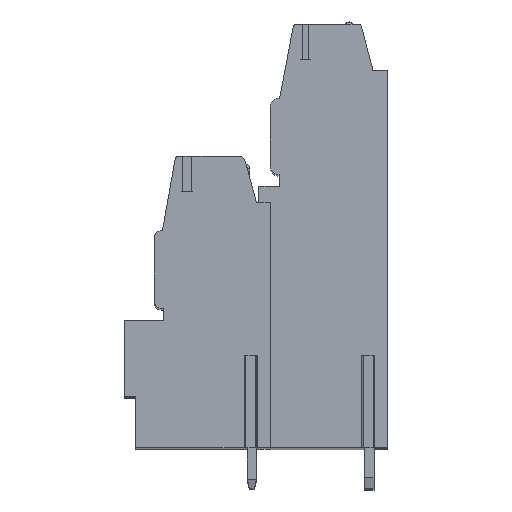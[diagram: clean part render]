
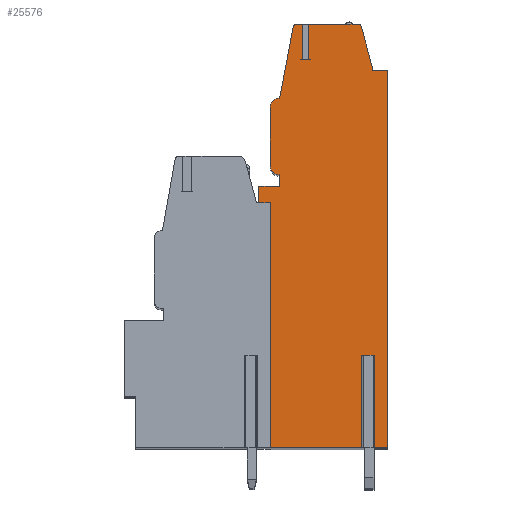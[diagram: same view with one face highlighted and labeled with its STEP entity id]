
A CAD part, top view. The second image highlights one B-rep face of the part: STEP entity #25576.
In plain terms, the highlighted planar face has unit normal (0, 0, 1).
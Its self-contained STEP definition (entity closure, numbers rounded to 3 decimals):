
#13=DIRECTION('',(0.,1.,0.));
#14=VECTOR('',#13,14.45);
#15=CARTESIAN_POINT('',(1.,-19.1,88.9));
#16=LINE('',#15,#14);
#17=DIRECTION('',(0.,-1.,0.));
#18=VECTOR('',#17,1.45);
#19=CARTESIAN_POINT('',(0.,3.5,88.9));
#20=LINE('',#19,#18);
#21=DIRECTION('',(-1.,0.,0.));
#22=VECTOR('',#21,1.8);
#23=CARTESIAN_POINT('',(1.8,3.5,88.9));
#24=LINE('',#23,#22);
#25=DIRECTION('',(0.,-1.,0.));
#26=VECTOR('',#25,1.);
#27=CARTESIAN_POINT('',(1.8,4.5,88.9));
#28=LINE('',#27,#26);
#29=CARTESIAN_POINT('',(1.8,5.3,88.9));
#30=DIRECTION('',(0.,0.,1.));
#31=DIRECTION('',(-1.,0.,0.));
#32=AXIS2_PLACEMENT_3D('',#29,#30,#31);
#34=DIRECTION('',(0.,-1.,0.));
#35=VECTOR('',#34,5.);
#36=CARTESIAN_POINT('',(1.,10.3,88.9));
#37=LINE('',#36,#35);
#38=CARTESIAN_POINT('',(1.8,10.3,88.9));
#39=DIRECTION('',(0.,0.,1.));
#40=DIRECTION('',(0.,1.,0.));
#41=AXIS2_PLACEMENT_3D('',#38,#39,#40);
#43=DIRECTION('',(-0.186,-0.983,0.));
#44=VECTOR('',#43,6.265);
#45=CARTESIAN_POINT('',(2.964,17.256,88.9));
#46=LINE('',#45,#44);
#47=CARTESIAN_POINT('',(3.259,17.2,88.9));
#48=DIRECTION('',(0.,0.,1.));
#49=DIRECTION('',(0.,1.,0.));
#50=AXIS2_PLACEMENT_3D('',#47,#48,#49);
#52=DIRECTION('',(-1.,0.,0.));
#53=VECTOR('',#52,0.551);
#54=CARTESIAN_POINT('',(3.81,17.5,88.9));
#55=LINE('',#54,#53);
#56=DIRECTION('',(0.,-1.,0.));
#57=VECTOR('',#56,3.05);
#58=CARTESIAN_POINT('',(3.81,17.5,88.9));
#59=LINE('',#58,#57);
#60=DIRECTION('',(1.,0.,0.));
#61=VECTOR('',#60,0.5);
#62=CARTESIAN_POINT('',(3.81,14.45,88.9));
#63=LINE('',#62,#61);
#64=DIRECTION('',(0.,-1.,0.));
#65=VECTOR('',#64,3.05);
#66=CARTESIAN_POINT('',(4.31,17.5,88.9));
#67=LINE('',#66,#65);
#68=DIRECTION('',(-1.,0.,0.));
#69=VECTOR('',#68,4.27);
#70=CARTESIAN_POINT('',(8.58,17.5,88.9));
#71=LINE('',#70,#69);
#72=CARTESIAN_POINT('',(8.58,17.2,88.9));
#73=DIRECTION('',(0.,0.,1.));
#74=DIRECTION('',(0.965,0.261,0.));
#75=AXIS2_PLACEMENT_3D('',#72,#73,#74);
#77=DIRECTION('',(-0.261,0.965,0.));
#78=VECTOR('',#77,3.539);
#79=CARTESIAN_POINT('',(9.792,13.861,88.9));
#80=LINE('',#79,#78);
#81=DIRECTION('',(-0.035,0.999,0.));
#82=VECTOR('',#81,0.361);
#83=CARTESIAN_POINT('',(9.805,13.5,88.9));
#84=LINE('',#83,#82);
#85=DIRECTION('',(-1.,0.,0.));
#86=VECTOR('',#85,1.355);
#87=CARTESIAN_POINT('',(11.16,13.5,88.9));
#88=LINE('',#87,#86);
#89=DIRECTION('',(0.,1.,0.));
#90=VECTOR('',#89,32.6);
#91=CARTESIAN_POINT('',(11.16,-19.1,88.9));
#92=LINE('',#91,#90);
#93=DIRECTION('',(1.,0.,0.));
#94=VECTOR('',#93,1.39);
#95=CARTESIAN_POINT('',(9.77,-19.1,88.9));
#96=LINE('',#95,#94);
#97=DIRECTION('',(0.,1.,0.));
#98=VECTOR('',#97,8.);
#99=CARTESIAN_POINT('',(9.77,-19.1,88.9));
#100=LINE('',#99,#98);
#101=DIRECTION('',(-1.,0.,0.));
#102=VECTOR('',#101,0.62);
#103=CARTESIAN_POINT('',(9.77,-11.1,88.9));
#104=LINE('',#103,#102);
#105=DIRECTION('',(0.,1.,0.));
#106=VECTOR('',#105,8.);
#107=CARTESIAN_POINT('',(9.15,-19.1,88.9));
#108=LINE('',#107,#106);
#109=DIRECTION('',(1.,0.,0.));
#110=VECTOR('',#109,8.15);
#111=CARTESIAN_POINT('',(1.,-19.1,88.9));
#112=LINE('',#111,#110);
#133=DIRECTION('',(-1.,0.,0.));
#134=VECTOR('',#133,1.195);
#135=CARTESIAN_POINT('',(1.,-4.65,88.9));
#136=LINE('',#135,#134);
#141=DIRECTION('',(-1.,0.,0.));
#142=VECTOR('',#141,0.195);
#143=CARTESIAN_POINT('',(0.,2.05,88.9));
#144=LINE('',#143,#142);
#865=DIRECTION('',(0.,-1.,0.));
#866=VECTOR('',#865,6.7);
#867=CARTESIAN_POINT('',(-0.195,2.05,88.9));
#868=LINE('',#867,#866);
#20087=CARTESIAN_POINT('',(11.16,-19.1,88.9));
#20088=CARTESIAN_POINT('',(11.16,13.5,88.9));
#20089=VERTEX_POINT('',#20087);
#20090=VERTEX_POINT('',#20088);
#20091=CARTESIAN_POINT('',(9.805,13.5,88.9));
#20092=VERTEX_POINT('',#20091);
#20093=CARTESIAN_POINT('',(9.792,13.861,88.9));
#20094=VERTEX_POINT('',#20093);
#20095=CARTESIAN_POINT('',(8.87,17.278,88.9));
#20096=VERTEX_POINT('',#20095);
#20097=CARTESIAN_POINT('',(8.58,17.5,88.9));
#20098=VERTEX_POINT('',#20097);
#20099=CARTESIAN_POINT('',(3.259,17.5,88.9));
#20100=CARTESIAN_POINT('',(2.964,17.256,88.9));
#20101=VERTEX_POINT('',#20099);
#20102=VERTEX_POINT('',#20100);
#20103=CARTESIAN_POINT('',(1.8,11.1,88.9));
#20104=VERTEX_POINT('',#20103);
#20105=CARTESIAN_POINT('',(1.,10.3,88.9));
#20106=VERTEX_POINT('',#20105);
#20107=CARTESIAN_POINT('',(1.,5.3,88.9));
#20108=VERTEX_POINT('',#20107);
#20109=CARTESIAN_POINT('',(1.8,4.5,88.9));
#20110=VERTEX_POINT('',#20109);
#20111=CARTESIAN_POINT('',(1.8,3.5,88.9));
#20112=VERTEX_POINT('',#20111);
#20113=CARTESIAN_POINT('',(0.,3.5,88.9));
#20114=VERTEX_POINT('',#20113);
#20219=CARTESIAN_POINT('',(1.,-19.1,88.9));
#20220=VERTEX_POINT('',#20219);
#20245=CARTESIAN_POINT('',(9.77,-11.1,88.9));
#20246=CARTESIAN_POINT('',(9.15,-11.1,88.9));
#20247=VERTEX_POINT('',#20245);
#20248=VERTEX_POINT('',#20246);
#20249=CARTESIAN_POINT('',(9.77,-19.1,88.9));
#20250=VERTEX_POINT('',#20249);
#20251=CARTESIAN_POINT('',(9.15,-19.1,88.9));
#20252=VERTEX_POINT('',#20251);
#20289=CARTESIAN_POINT('',(3.81,14.45,88.9));
#20290=CARTESIAN_POINT('',(4.31,14.45,88.9));
#20291=VERTEX_POINT('',#20289);
#20292=VERTEX_POINT('',#20290);
#20293=CARTESIAN_POINT('',(4.31,17.5,88.9));
#20294=VERTEX_POINT('',#20293);
#20295=CARTESIAN_POINT('',(3.81,17.5,88.9));
#20296=VERTEX_POINT('',#20295);
#20681=CARTESIAN_POINT('',(-0.195,-4.65,88.9));
#20683=VERTEX_POINT('',#20681);
#20685=CARTESIAN_POINT('',(0.,2.05,88.9));
#20686=CARTESIAN_POINT('',(-0.195,2.05,88.9));
#20687=VERTEX_POINT('',#20685);
#20688=VERTEX_POINT('',#20686);
#20693=CARTESIAN_POINT('',(1.,-4.65,88.9));
#20695=VERTEX_POINT('',#20693);
#25515=CARTESIAN_POINT('',(0.,0.,88.9));
#25516=DIRECTION('',(0.,0.,1.));
#25517=DIRECTION('',(1.,0.,0.));
#25518=AXIS2_PLACEMENT_3D('',#25515,#25516,#25517);
#25519=PLANE('',#25518);
#25521=ORIENTED_EDGE('',*,*,#25520,.T.);
#25523=ORIENTED_EDGE('',*,*,#25522,.T.);
#25525=ORIENTED_EDGE('',*,*,#25524,.F.);
#25527=ORIENTED_EDGE('',*,*,#25526,.F.);
#25529=ORIENTED_EDGE('',*,*,#25528,.F.);
#25531=ORIENTED_EDGE('',*,*,#25530,.F.);
#25533=ORIENTED_EDGE('',*,*,#25532,.F.);
#25535=ORIENTED_EDGE('',*,*,#25534,.F.);
#25537=ORIENTED_EDGE('',*,*,#25536,.F.);
#25539=ORIENTED_EDGE('',*,*,#25538,.F.);
#25541=ORIENTED_EDGE('',*,*,#25540,.F.);
#25543=ORIENTED_EDGE('',*,*,#25542,.F.);
#25545=ORIENTED_EDGE('',*,*,#25544,.F.);
#25547=ORIENTED_EDGE('',*,*,#25546,.T.);
#25549=ORIENTED_EDGE('',*,*,#25548,.T.);
#25551=ORIENTED_EDGE('',*,*,#25550,.F.);
#25553=ORIENTED_EDGE('',*,*,#25552,.F.);
#25555=ORIENTED_EDGE('',*,*,#25554,.F.);
#25557=ORIENTED_EDGE('',*,*,#25556,.F.);
#25559=ORIENTED_EDGE('',*,*,#25558,.F.);
#25561=ORIENTED_EDGE('',*,*,#25560,.F.);
#25563=ORIENTED_EDGE('',*,*,#25562,.F.);
#25565=ORIENTED_EDGE('',*,*,#25564,.F.);
#25567=ORIENTED_EDGE('',*,*,#25566,.T.);
#25569=ORIENTED_EDGE('',*,*,#25568,.T.);
#25571=ORIENTED_EDGE('',*,*,#25570,.F.);
#25573=ORIENTED_EDGE('',*,*,#25572,.F.);
#25574=EDGE_LOOP('',(#25521,#25523,#25525,#25527,#25529,#25531,#25533,#25535,
#25537,#25539,#25541,#25543,#25545,#25547,#25549,#25551,#25553,#25555,#25557,
#25559,#25561,#25563,#25565,#25567,#25569,#25571,#25573));
#25575=FACE_OUTER_BOUND('',#25574,.F.);
#33=CIRCLE('',#32,0.8);
#42=CIRCLE('',#41,0.8);
#51=CIRCLE('',#50,0.3);
#76=CIRCLE('',#75,0.3);
#25520=EDGE_CURVE('',#20220,#20695,#16,.T.);
#25522=EDGE_CURVE('',#20695,#20683,#136,.T.);
#25524=EDGE_CURVE('',#20688,#20683,#868,.T.);
#25526=EDGE_CURVE('',#20687,#20688,#144,.T.);
#25528=EDGE_CURVE('',#20114,#20687,#20,.T.);
#25530=EDGE_CURVE('',#20112,#20114,#24,.T.);
#25532=EDGE_CURVE('',#20110,#20112,#28,.T.);
#25534=EDGE_CURVE('',#20108,#20110,#33,.T.);
#25536=EDGE_CURVE('',#20106,#20108,#37,.T.);
#25538=EDGE_CURVE('',#20104,#20106,#42,.T.);
#25540=EDGE_CURVE('',#20102,#20104,#46,.T.);
#25542=EDGE_CURVE('',#20101,#20102,#51,.T.);
#25544=EDGE_CURVE('',#20296,#20101,#55,.T.);
#25546=EDGE_CURVE('',#20296,#20291,#59,.T.);
#25548=EDGE_CURVE('',#20291,#20292,#63,.T.);
#25550=EDGE_CURVE('',#20294,#20292,#67,.T.);
#25552=EDGE_CURVE('',#20098,#20294,#71,.T.);
#25554=EDGE_CURVE('',#20096,#20098,#76,.T.);
#25556=EDGE_CURVE('',#20094,#20096,#80,.T.);
#25558=EDGE_CURVE('',#20092,#20094,#84,.T.);
#25560=EDGE_CURVE('',#20090,#20092,#88,.T.);
#25562=EDGE_CURVE('',#20089,#20090,#92,.T.);
#25564=EDGE_CURVE('',#20250,#20089,#96,.T.);
#25566=EDGE_CURVE('',#20250,#20247,#100,.T.);
#25568=EDGE_CURVE('',#20247,#20248,#104,.T.);
#25570=EDGE_CURVE('',#20252,#20248,#108,.T.);
#25572=EDGE_CURVE('',#20220,#20252,#112,.T.);
#25576=ADVANCED_FACE('',(#25575),#25519,.T.);
